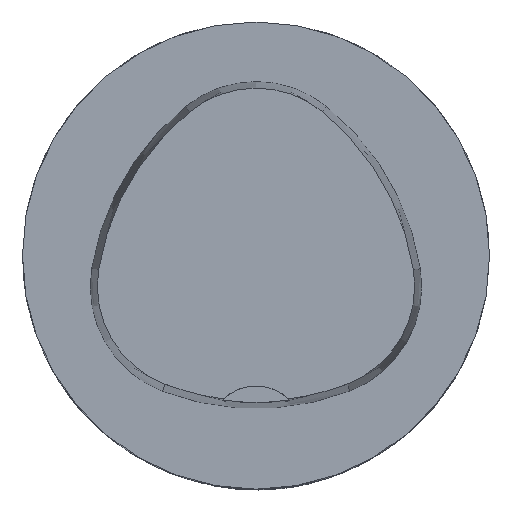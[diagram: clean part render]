
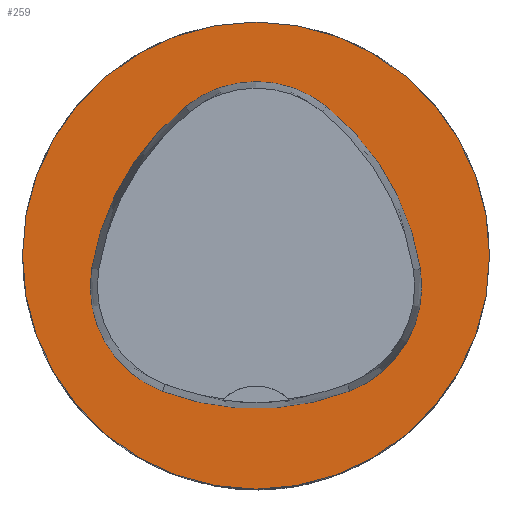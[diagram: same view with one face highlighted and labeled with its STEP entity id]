
A CAD part, top view. The second image highlights one B-rep face of the part: STEP entity #259.
In plain terms, the highlighted planar face has unit normal (0, 0, 1).
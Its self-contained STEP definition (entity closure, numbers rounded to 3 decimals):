
#183=PLANE('',#1149);
#259=ADVANCED_FACE('',(#413,#414),#183,.T.);
#413=FACE_BOUND('',#486,.T.);
#414=FACE_BOUND('',#487,.T.);
#486=EDGE_LOOP('',(#638,#639,#640,#641,#642,#643));
#487=EDGE_LOOP('',(#644));
#638=ORIENTED_EDGE('',*,*,#830,.T.);
#639=ORIENTED_EDGE('',*,*,#831,.T.);
#640=ORIENTED_EDGE('',*,*,#832,.T.);
#641=ORIENTED_EDGE('',*,*,#833,.T.);
#642=ORIENTED_EDGE('',*,*,#834,.T.);
#643=ORIENTED_EDGE('',*,*,#835,.T.);
#644=ORIENTED_EDGE('',*,*,#758,.F.);
#684=VERTEX_POINT('',#1483);
#739=VERTEX_POINT('',#1922);
#740=VERTEX_POINT('',#1923);
#741=VERTEX_POINT('',#1925);
#742=VERTEX_POINT('',#1927);
#743=VERTEX_POINT('',#1929);
#744=VERTEX_POINT('',#1931);
#758=EDGE_CURVE('',#684,#684,#851,.T.);
#830=EDGE_CURVE('',#739,#740,#873,.T.);
#831=EDGE_CURVE('',#740,#741,#874,.T.);
#832=EDGE_CURVE('',#741,#742,#875,.T.);
#833=EDGE_CURVE('',#742,#743,#876,.T.);
#834=EDGE_CURVE('',#743,#744,#877,.T.);
#835=EDGE_CURVE('',#744,#739,#878,.T.);
#851=CIRCLE('',#1071,25.);
#873=CIRCLE('',#1143,12.);
#874=CIRCLE('',#1144,28.);
#875=CIRCLE('',#1145,12.);
#876=CIRCLE('',#1146,28.);
#877=CIRCLE('',#1147,12.);
#878=CIRCLE('',#1148,28.);
#1071=AXIS2_PLACEMENT_3D('',#1482,#1209,#1210);
#1143=AXIS2_PLACEMENT_3D('',#1921,#1377,#1378);
#1144=AXIS2_PLACEMENT_3D('',#1924,#1379,#1380);
#1145=AXIS2_PLACEMENT_3D('',#1926,#1381,#1382);
#1146=AXIS2_PLACEMENT_3D('',#1928,#1383,#1384);
#1147=AXIS2_PLACEMENT_3D('',#1930,#1385,#1386);
#1148=AXIS2_PLACEMENT_3D('',#1932,#1387,#1388);
#1149=AXIS2_PLACEMENT_3D('',#1933,#1389,#1390);
#1209=DIRECTION('',(0.,0.,-1.));
#1210=DIRECTION('',(-1.,0.,0.));
#1377=DIRECTION('',(0.,0.,-1.));
#1378=DIRECTION('',(-1.,0.,0.));
#1379=DIRECTION('',(0.,0.,-1.));
#1380=DIRECTION('',(-1.,0.,0.));
#1381=DIRECTION('',(0.,0.,-1.));
#1382=DIRECTION('',(-1.,0.,0.));
#1383=DIRECTION('',(0.,0.,-1.));
#1384=DIRECTION('',(-1.,0.,0.));
#1385=DIRECTION('',(0.,0.,-1.));
#1386=DIRECTION('',(-1.,0.,0.));
#1387=DIRECTION('',(0.,0.,-1.));
#1388=DIRECTION('',(-1.,0.,0.));
#1389=DIRECTION('',(0.,0.,1.));
#1390=DIRECTION('',(1.,0.,0.));
#1482=CARTESIAN_POINT('',(0.,0.,0.));
#1483=CARTESIAN_POINT('',(-25.,0.,0.));
#1921=CARTESIAN_POINT('',(-5.733,-3.31,0.));
#1922=CARTESIAN_POINT('',(-10.025,-14.516,0.));
#1923=CARTESIAN_POINT('',(-17.584,-1.424,0.));
#1924=CARTESIAN_POINT('',(10.068,-5.824,0.));
#1925=CARTESIAN_POINT('',(-7.531,15.953,0.));
#1926=CARTESIAN_POINT('',(0.011,6.62,0.));
#1927=CARTESIAN_POINT('',(7.567,15.942,0.));
#1928=CARTESIAN_POINT('',(-10.063,-5.81,0.));
#1929=CARTESIAN_POINT('',(17.59,-1.418,0.));
#1930=CARTESIAN_POINT('',(5.739,-3.3,0.));
#1931=CARTESIAN_POINT('',(10.05,-14.499,0.));
#1932=CARTESIAN_POINT('',(-0.01,11.631,0.));
#1933=CARTESIAN_POINT('',(0.,0.,0.));
